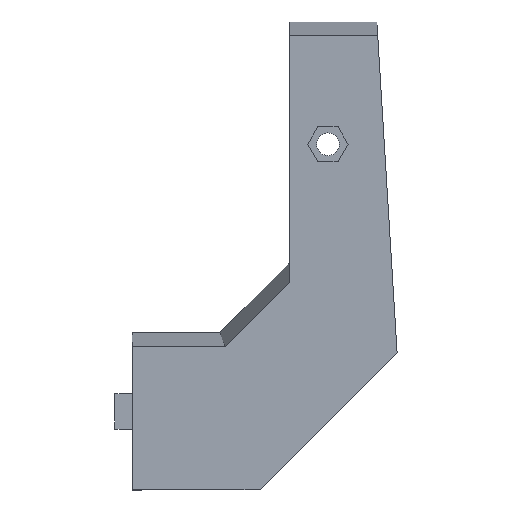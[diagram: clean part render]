
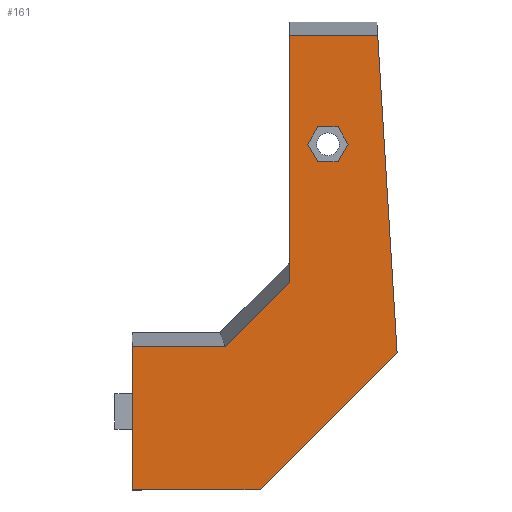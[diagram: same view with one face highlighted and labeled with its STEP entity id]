
A CAD part, left-side view. The second image highlights one B-rep face of the part: STEP entity #161.
In plain terms, the highlighted planar face has unit normal (-1, 0, 0).
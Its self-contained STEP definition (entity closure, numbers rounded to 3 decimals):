
#161=ADVANCED_FACE('',(#374,#375),#376,.F.);
#374=FACE_OUTER_BOUND('',#769,.T.);
#375=FACE_BOUND('',#770,.T.);
#376=PLANE('',#771);
#769=EDGE_LOOP('',(#1171,#1172,#1173,#1174,#1175,#1176,#1177,#1178));
#770=EDGE_LOOP('',(#1179,#1180,#1181,#1182,#1183,#1184));
#771=AXIS2_PLACEMENT_3D('',#1185,#1186,#1187);
#1171=ORIENTED_EDGE('',*,*,#1852,.T.);
#1172=ORIENTED_EDGE('',*,*,#1853,.F.);
#1173=ORIENTED_EDGE('',*,*,#1854,.F.);
#1174=ORIENTED_EDGE('',*,*,#1855,.F.);
#1175=ORIENTED_EDGE('',*,*,#1856,.F.);
#1176=ORIENTED_EDGE('',*,*,#1857,.F.);
#1177=ORIENTED_EDGE('',*,*,#1858,.F.);
#1178=ORIENTED_EDGE('',*,*,#1859,.F.);
#1179=ORIENTED_EDGE('',*,*,#1860,.T.);
#1180=ORIENTED_EDGE('',*,*,#1861,.T.);
#1181=ORIENTED_EDGE('',*,*,#1862,.T.);
#1182=ORIENTED_EDGE('',*,*,#1863,.T.);
#1183=ORIENTED_EDGE('',*,*,#1864,.T.);
#1184=ORIENTED_EDGE('',*,*,#1865,.T.);
#1185=CARTESIAN_POINT('',(-22.5,-55.0,0.0));
#1186=DIRECTION('',(1.0,0.0,0.0));
#1187=DIRECTION('',(0.0,1.0,-0.0));
#1852=EDGE_CURVE('',#2236,#2237,#2238,.T.);
#1853=EDGE_CURVE('',#2239,#2237,#2240,.T.);
#1854=EDGE_CURVE('',#2241,#2239,#2242,.T.);
#1855=EDGE_CURVE('',#2243,#2241,#2244,.T.);
#1856=EDGE_CURVE('',#2245,#2243,#2246,.T.);
#1857=EDGE_CURVE('',#2247,#2245,#2248,.T.);
#1858=EDGE_CURVE('',#2249,#2247,#2250,.T.);
#1859=EDGE_CURVE('',#2236,#2249,#2251,.T.);
#1860=EDGE_CURVE('',#2252,#2253,#2254,.T.);
#1861=EDGE_CURVE('',#2253,#2255,#2256,.T.);
#1862=EDGE_CURVE('',#2255,#2257,#2258,.T.);
#1863=EDGE_CURVE('',#2257,#2259,#2260,.T.);
#1864=EDGE_CURVE('',#2259,#2261,#2262,.T.);
#1865=EDGE_CURVE('',#2261,#2252,#2263,.T.);
#2236=VERTEX_POINT('',#2930);
#2237=VERTEX_POINT('',#2931);
#2238=LINE('',#2932,#2933);
#2239=VERTEX_POINT('',#2934);
#2240=LINE('',#2935,#2936);
#2241=VERTEX_POINT('',#2937);
#2242=LINE('',#2938,#2939);
#2243=VERTEX_POINT('',#2940);
#2244=LINE('',#2941,#2942);
#2245=VERTEX_POINT('',#2943);
#2246=LINE('',#2944,#2945);
#2247=VERTEX_POINT('',#2946);
#2248=LINE('',#2947,#2948);
#2249=VERTEX_POINT('',#2949);
#2250=LINE('',#2950,#2951);
#2251=LINE('',#2952,#2953);
#2252=VERTEX_POINT('',#2954);
#2253=VERTEX_POINT('',#2955);
#2254=LINE('',#2956,#2957);
#2255=VERTEX_POINT('',#2958);
#2256=LINE('',#2959,#2960);
#2257=VERTEX_POINT('',#2961);
#2258=LINE('',#2962,#2963);
#2259=VERTEX_POINT('',#2964);
#2260=LINE('',#2965,#2966);
#2261=VERTEX_POINT('',#2967);
#2262=LINE('',#2968,#2969);
#2263=LINE('',#2970,#2971);
#2930=CARTESIAN_POINT('',(-22.5,-45.,107.533));
#2931=CARTESIAN_POINT('',(-22.5,-45.0,36.889));
#2932=CARTESIAN_POINT('',(-22.5,-45.,107.533));
#2933=VECTOR('',#3486,70.643);
#2934=CARTESIAN_POINT('',(-22.5,-26.643,18.533));
#2935=CARTESIAN_POINT('',(-22.5,-26.643,18.533));
#2936=VECTOR('',#3487,25.96);
#2937=CARTESIAN_POINT('',(-22.5,0.,18.533));
#2938=CARTESIAN_POINT('',(-22.5,0.,18.533));
#2939=VECTOR('',#3488,26.643);
#2940=CARTESIAN_POINT('',(-22.5,0.,-22.5));
#2941=CARTESIAN_POINT('',(-22.5,0.,-22.5));
#2942=VECTOR('',#3489,41.033);
#2943=CARTESIAN_POINT('',(-22.5,-36.569,-22.5));
#2944=CARTESIAN_POINT('',(-22.5,-36.569,-22.5));
#2945=VECTOR('',#3490,36.569);
#2946=CARTESIAN_POINT('',(-22.5,-75.797,16.728));
#2947=CARTESIAN_POINT('',(-22.5,-75.797,16.728));
#2948=VECTOR('',#3491,55.477);
#2949=CARTESIAN_POINT('',(-22.5,-70.243,107.533));
#2950=CARTESIAN_POINT('',(-22.5,-70.243,107.533));
#2951=VECTOR('',#3492,90.974);
#2952=CARTESIAN_POINT('',(-22.5,-45.,107.533));
#2953=VECTOR('',#3493,25.243);
#2954=CARTESIAN_POINT('',(-22.5,-61.774,76.5));
#2955=CARTESIAN_POINT('',(-22.5,-58.887,71.5));
#2956=CARTESIAN_POINT('',(-22.5,-61.774,76.5));
#2957=VECTOR('',#3494,5.774);
#2958=CARTESIAN_POINT('',(-22.5,-53.113,71.5));
#2959=CARTESIAN_POINT('',(-22.5,-58.887,71.5));
#2960=VECTOR('',#3495,5.774);
#2961=CARTESIAN_POINT('',(-22.5,-50.226,76.5));
#2962=CARTESIAN_POINT('',(-22.5,-53.113,71.5));
#2963=VECTOR('',#3496,5.774);
#2964=CARTESIAN_POINT('',(-22.5,-53.113,81.5));
#2965=CARTESIAN_POINT('',(-22.5,-50.226,76.5));
#2966=VECTOR('',#3497,5.774);
#2967=CARTESIAN_POINT('',(-22.5,-58.887,81.5));
#2968=CARTESIAN_POINT('',(-22.5,-53.113,81.5));
#2969=VECTOR('',#3498,5.774);
#2970=CARTESIAN_POINT('',(-22.5,-58.887,81.5));
#2971=VECTOR('',#3499,5.774);
#3486=DIRECTION('',(0.0,0.0,-1.0));
#3487=DIRECTION('',(0.0,-0.707,0.707));
#3488=DIRECTION('',(0.0,-1.0,0.0));
#3489=DIRECTION('',(0.0,0.0,1.0));
#3490=DIRECTION('',(0.0,1.0,0.0));
#3491=DIRECTION('',(0.,0.707,-0.707));
#3492=DIRECTION('',(0.,-0.061,-0.998));
#3493=DIRECTION('',(0.0,-1.0,0.0));
#3494=DIRECTION('',(0.0,0.5,-0.866));
#3495=DIRECTION('',(0.0,1.0,0.0));
#3496=DIRECTION('',(0.0,0.5,0.866));
#3497=DIRECTION('',(0.0,-0.5,0.866));
#3498=DIRECTION('',(0.0,-1.0,0.0));
#3499=DIRECTION('',(0.0,-0.5,-0.866));
